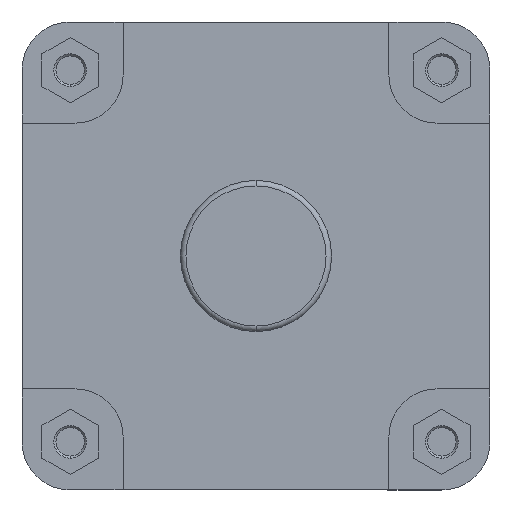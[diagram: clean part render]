
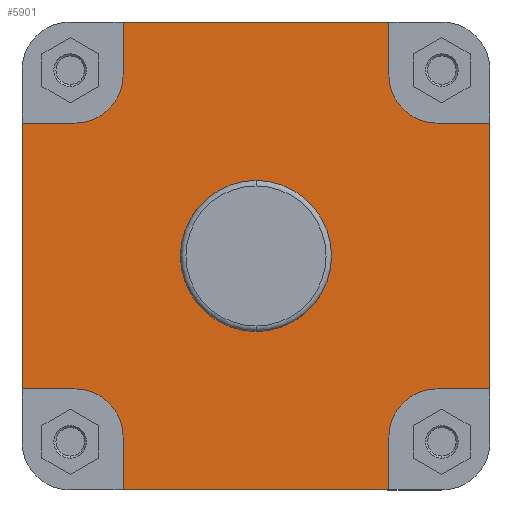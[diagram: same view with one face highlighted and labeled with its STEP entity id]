
A CAD part, left-side view. The second image highlights one B-rep face of the part: STEP entity #5901.
In plain terms, the highlighted planar face has unit normal (-1, 0, 0).
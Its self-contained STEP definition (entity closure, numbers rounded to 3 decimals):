
#488 = CIRCLE ( 'NONE', #4353, 54.9 ) ;
#571 = CIRCLE ( 'NONE', #4354, 54.9 ) ;
#584 = LINE ( 'NONE', #1549, #598 ) ;
#591 = LINE ( 'NONE', #1547, #597 ) ;
#592 = VECTOR ( 'NONE', #1548, 1000. ) ;
#593 = LINE ( 'NONE', #1551, #600 ) ;
#595 = LINE ( 'NONE', #1542, #592 ) ;
#596 = CIRCLE ( 'NONE', #4371, 35. ) ;
#597 = VECTOR ( 'NONE', #1550, 1000. ) ;
#598 = VECTOR ( 'NONE', #1552, 1000. ) ;
#600 = VECTOR ( 'NONE', #1553, 1000. ) ;
#601 = VECTOR ( 'NONE', #1561, 1000. ) ;
#602 = LINE ( 'NONE', #1555, #603 ) ;
#603 = VECTOR ( 'NONE', #1556, 1000. ) ;
#604 = LINE ( 'NONE', #1560, #607 ) ;
#605 = LINE ( 'NONE', #1554, #601 ) ;
#606 = CIRCLE ( 'NONE', #4373, 35. ) ;
#607 = VECTOR ( 'NONE', #1562, 1000. ) ;
#608 = VECTOR ( 'NONE', #1570, 1000. ) ;
#609 = LINE ( 'NONE', #1564, #610 ) ;
#610 = VECTOR ( 'NONE', #1565, 1000. ) ;
#611 = LINE ( 'NONE', #1569, #614 ) ;
#612 = LINE ( 'NONE', #1563, #608 ) ;
#613 = CIRCLE ( 'NONE', #4375, 35. ) ;
#614 = VECTOR ( 'NONE', #1571, 1000. ) ;
#615 = VECTOR ( 'NONE', #1580, 1000. ) ;
#616 = LINE ( 'NONE', #1573, #617 ) ;
#617 = VECTOR ( 'NONE', #1574, 1000. ) ;
#620 = LINE ( 'NONE', #1572, #615 ) ;
#621 = CIRCLE ( 'NONE', #4376, 35. ) ;
#1388 = CARTESIAN_POINT ( 'NONE',  ( 82., 0., 0. ) ) ;
#1397 = DIRECTION ( 'NONE',  ( -1., 0., 0. ) ) ;
#1398 = DIRECTION ( 'NONE',  ( 0., 0., 1. ) ) ;
#1495 = CARTESIAN_POINT ( 'NONE',  ( 82., 0., 0. ) ) ;
#1502 = DIRECTION ( 'NONE',  ( -1., 0., 0. ) ) ;
#1503 = DIRECTION ( 'NONE',  ( 0., 0., 1. ) ) ;
#1538 = CARTESIAN_POINT ( 'NONE',  ( 82., -131.5, -131.5 ) ) ;
#1542 = CARTESIAN_POINT ( 'NONE',  ( 82., -170., -96.5 ) ) ;
#1545 = DIRECTION ( 'NONE',  ( -1., 0., 0. ) ) ;
#1546 = DIRECTION ( 'NONE',  ( 0., 0., -1. ) ) ;
#1547 = CARTESIAN_POINT ( 'NONE',  ( 82., -374.141, -170. ) ) ;
#1548 = DIRECTION ( 'NONE',  ( 0., 1., 0. ) ) ;
#1549 = CARTESIAN_POINT ( 'NONE',  ( 82., -96.5, -131.5 ) ) ;
#1550 = DIRECTION ( 'NONE',  ( 0., -1., 0. ) ) ;
#1551 = CARTESIAN_POINT ( 'NONE',  ( 82., -170., 0. ) ) ;
#1552 = DIRECTION ( 'NONE',  ( 0., 0., -1. ) ) ;
#1553 = DIRECTION ( 'NONE',  ( 0., 0., 1. ) ) ;
#1554 = CARTESIAN_POINT ( 'NONE',  ( 82., -96.5, 170. ) ) ;
#1555 = CARTESIAN_POINT ( 'NONE',  ( 82., -131.5, 96.5 ) ) ;
#1556 = DIRECTION ( 'NONE',  ( 0., -1., 0. ) ) ;
#1557 = CARTESIAN_POINT ( 'NONE',  ( 82., -131.5, 131.5 ) ) ;
#1558 = DIRECTION ( 'NONE',  ( -1., 0., 0. ) ) ;
#1559 = DIRECTION ( 'NONE',  ( 0., 0., -1. ) ) ;
#1560 = CARTESIAN_POINT ( 'NONE',  ( 82., -374.141, 170. ) ) ;
#1561 = DIRECTION ( 'NONE',  ( 0., 0., -1. ) ) ;
#1562 = DIRECTION ( 'NONE',  ( 0., -1., 0. ) ) ;
#1563 = CARTESIAN_POINT ( 'NONE',  ( 82., 170., 96.5 ) ) ;
#1564 = CARTESIAN_POINT ( 'NONE',  ( 82., 96.5, 131.5 ) ) ;
#1565 = DIRECTION ( 'NONE',  ( 0., 0., 1. ) ) ;
#1566 = CARTESIAN_POINT ( 'NONE',  ( 82., 131.5, 131.5 ) ) ;
#1567 = DIRECTION ( 'NONE',  ( -1., 0., 0. ) ) ;
#1568 = DIRECTION ( 'NONE',  ( 0., 0., -1. ) ) ;
#1569 = CARTESIAN_POINT ( 'NONE',  ( 82., 170., 0. ) ) ;
#1570 = DIRECTION ( 'NONE',  ( 0., -1., 0. ) ) ;
#1571 = DIRECTION ( 'NONE',  ( 0., 0., 1. ) ) ;
#1572 = CARTESIAN_POINT ( 'NONE',  ( 82., 96.5, -170. ) ) ;
#1573 = CARTESIAN_POINT ( 'NONE',  ( 82., 131.5, -96.5 ) ) ;
#1574 = DIRECTION ( 'NONE',  ( 0., 1., 0. ) ) ;
#1575 = CARTESIAN_POINT ( 'NONE',  ( 82., 131.5, -131.5 ) ) ;
#1576 = DIRECTION ( 'NONE',  ( -1., 0., 0. ) ) ;
#1577 = DIRECTION ( 'NONE',  ( 0., 0., -1. ) ) ;
#1580 = DIRECTION ( 'NONE',  ( 0., 0., 1. ) ) ;
#2704 = CARTESIAN_POINT ( 'NONE',  ( 82., 54.9, 0. ) ) ;
#2715 = PLANE ( 'NONE',  #4661 ) ;
#2716 = DIRECTION ( 'NONE',  ( 1., 0., 0. ) ) ;
#2717 = DIRECTION ( 'NONE',  ( 0., 0., -1. ) ) ;
#2903 = CARTESIAN_POINT ( 'NONE',  ( 82., 96.5, 131.5 ) ) ;
#2965 = CARTESIAN_POINT ( 'NONE',  ( 82., -131.5, -96.5 ) ) ;
#3028 = CARTESIAN_POINT ( 'NONE',  ( 82., 96.5, 170. ) ) ;
#3030 = CARTESIAN_POINT ( 'NONE',  ( 82., 0., -54.9 ) ) ;
#3033 = CARTESIAN_POINT ( 'NONE',  ( 82., -96.5, 131.5 ) ) ;
#3042 = CARTESIAN_POINT ( 'NONE',  ( 82., -170., 96.5 ) ) ;
#3043 = CARTESIAN_POINT ( 'NONE',  ( 82., 170., -96.5 ) ) ;
#3059 = CARTESIAN_POINT ( 'NONE',  ( 82., 170., 96.5 ) ) ;
#3087 = CARTESIAN_POINT ( 'NONE',  ( 82., 131.5, 96.5 ) ) ;
#3088 = CARTESIAN_POINT ( 'NONE',  ( 82., -96.5, 170. ) ) ;
#3094 = CARTESIAN_POINT ( 'NONE',  ( 82., 96.5, -131.5 ) ) ;
#3098 = CARTESIAN_POINT ( 'NONE',  ( 82., -96.5, -131.5 ) ) ;
#3106 = CARTESIAN_POINT ( 'NONE',  ( 82., 131.5, -96.5 ) ) ;
#3108 = CARTESIAN_POINT ( 'NONE',  ( 82., -96.5, -170. ) ) ;
#3110 = CARTESIAN_POINT ( 'NONE',  ( 82., -131.5, 96.5 ) ) ;
#3114 = CARTESIAN_POINT ( 'NONE',  ( 82., 0., 54.9 ) ) ;
#3144 = CARTESIAN_POINT ( 'NONE',  ( 82., -170., -96.5 ) ) ;
#3152 = CARTESIAN_POINT ( 'NONE',  ( 82., 96.5, -170. ) ) ;
#3518 = FACE_OUTER_BOUND ( 'NONE', #5659, .T. ) ;
#3525 = FACE_BOUND ( 'NONE', #5631, .T. ) ;
#4015 = EDGE_CURVE ( 'NONE', #7034, #6950, #488, .T. ) ;
#4063 = EDGE_CURVE ( 'NONE', #6950, #7034, #571, .T. ) ;
#4079 = EDGE_CURVE ( 'NONE', #6885, #7018, #596, .T. ) ;
#4080 = EDGE_CURVE ( 'NONE', #7064, #6885, #595, .T. ) ;
#4081 = EDGE_CURVE ( 'NONE', #7072, #7028, #591, .T. ) ;
#4082 = EDGE_CURVE ( 'NONE', #7018, #7028, #584, .T. ) ;
#4083 = EDGE_CURVE ( 'NONE', #7064, #6962, #593, .T. ) ;
#4084 = EDGE_CURVE ( 'NONE', #7030, #6962, #602, .T. ) ;
#4085 = EDGE_CURVE ( 'NONE', #6953, #7030, #606, .T. ) ;
#4086 = EDGE_CURVE ( 'NONE', #7008, #6953, #605, .T. ) ;
#4087 = EDGE_CURVE ( 'NONE', #6948, #7008, #604, .T. ) ;
#4088 = EDGE_CURVE ( 'NONE', #6823, #6948, #609, .T. ) ;
#4089 = EDGE_CURVE ( 'NONE', #7007, #6823, #613, .T. ) ;
#4090 = EDGE_CURVE ( 'NONE', #6979, #7007, #612, .T. ) ;
#4091 = EDGE_CURVE ( 'NONE', #6963, #6979, #611, .T. ) ;
#4092 = EDGE_CURVE ( 'NONE', #7026, #6963, #616, .T. ) ;
#4093 = EDGE_CURVE ( 'NONE', #7014, #7026, #621, .T. ) ;
#4094 = EDGE_CURVE ( 'NONE', #7072, #7014, #620, .T. ) ;
#4353 = AXIS2_PLACEMENT_3D ( 'NONE', #1388, #1397, #1398 ) ;
#4354 = AXIS2_PLACEMENT_3D ( 'NONE', #1495, #1502, #1503 ) ;
#4371 = AXIS2_PLACEMENT_3D ( 'NONE', #1538, #1545, #1546 ) ;
#4373 = AXIS2_PLACEMENT_3D ( 'NONE', #1557, #1558, #1559 ) ;
#4375 = AXIS2_PLACEMENT_3D ( 'NONE', #1566, #1567, #1568 ) ;
#4376 = AXIS2_PLACEMENT_3D ( 'NONE', #1575, #1576, #1577 ) ;
#4661 = AXIS2_PLACEMENT_3D ( 'NONE', #2704, #2716, #2717 ) ;
#5011 = ORIENTED_EDGE ( 'NONE', *, *, #4015, .F. ) ;
#5012 = ORIENTED_EDGE ( 'NONE', *, *, #4063, .F. ) ;
#5013 = ORIENTED_EDGE ( 'NONE', *, *, #4081, .T. ) ;
#5014 = ORIENTED_EDGE ( 'NONE', *, *, #4082, .F. ) ;
#5015 = ORIENTED_EDGE ( 'NONE', *, *, #4079, .F. ) ;
#5016 = ORIENTED_EDGE ( 'NONE', *, *, #4080, .F. ) ;
#5017 = ORIENTED_EDGE ( 'NONE', *, *, #4083, .T. ) ;
#5018 = ORIENTED_EDGE ( 'NONE', *, *, #4084, .F. ) ;
#5019 = ORIENTED_EDGE ( 'NONE', *, *, #4085, .F. ) ;
#5020 = ORIENTED_EDGE ( 'NONE', *, *, #4086, .F. ) ;
#5021 = ORIENTED_EDGE ( 'NONE', *, *, #4087, .F. ) ;
#5022 = ORIENTED_EDGE ( 'NONE', *, *, #4088, .F. ) ;
#5023 = ORIENTED_EDGE ( 'NONE', *, *, #4089, .F. ) ;
#5024 = ORIENTED_EDGE ( 'NONE', *, *, #4090, .F. ) ;
#5025 = ORIENTED_EDGE ( 'NONE', *, *, #4091, .F. ) ;
#5026 = ORIENTED_EDGE ( 'NONE', *, *, #4092, .F. ) ;
#5027 = ORIENTED_EDGE ( 'NONE', *, *, #4093, .F. ) ;
#5028 = ORIENTED_EDGE ( 'NONE', *, *, #4094, .F. ) ;
#5631 = EDGE_LOOP ( 'NONE', ( #5011, #5012 ) ) ;
#5659 = EDGE_LOOP ( 'NONE', ( #5013, #5014, #5015, #5016, #5017, #5018, #5019, #5020, #5021, #5022, #5023, #5024, #5025, #5026, #5027, #5028 ) ) ;
#5901 = ADVANCED_FACE ( 'NONE', ( #3525, #3518 ), #2715, .F. ) ;
#6823 = VERTEX_POINT ( 'NONE', #2903 ) ;
#6885 = VERTEX_POINT ( 'NONE', #2965 ) ;
#6948 = VERTEX_POINT ( 'NONE', #3028 ) ;
#6950 = VERTEX_POINT ( 'NONE', #3030 ) ;
#6953 = VERTEX_POINT ( 'NONE', #3033 ) ;
#6962 = VERTEX_POINT ( 'NONE', #3042 ) ;
#6963 = VERTEX_POINT ( 'NONE', #3043 ) ;
#6979 = VERTEX_POINT ( 'NONE', #3059 ) ;
#7007 = VERTEX_POINT ( 'NONE', #3087 ) ;
#7008 = VERTEX_POINT ( 'NONE', #3088 ) ;
#7014 = VERTEX_POINT ( 'NONE', #3094 ) ;
#7018 = VERTEX_POINT ( 'NONE', #3098 ) ;
#7026 = VERTEX_POINT ( 'NONE', #3106 ) ;
#7028 = VERTEX_POINT ( 'NONE', #3108 ) ;
#7030 = VERTEX_POINT ( 'NONE', #3110 ) ;
#7034 = VERTEX_POINT ( 'NONE', #3114 ) ;
#7064 = VERTEX_POINT ( 'NONE', #3144 ) ;
#7072 = VERTEX_POINT ( 'NONE', #3152 ) ;
